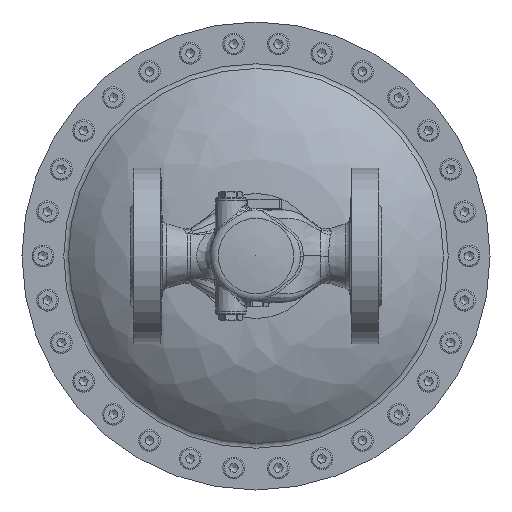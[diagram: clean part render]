
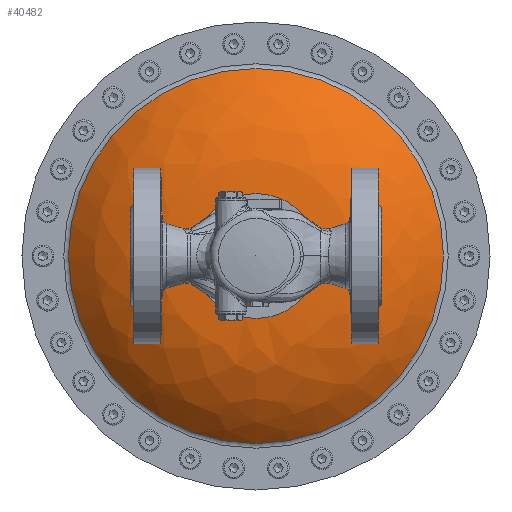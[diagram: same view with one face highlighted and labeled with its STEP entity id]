
A CAD part, front view. The second image highlights one B-rep face of the part: STEP entity #40482.
In plain terms, the highlighted free-form (B-spline) face has degree [2, 2] with [3, 9] control points.
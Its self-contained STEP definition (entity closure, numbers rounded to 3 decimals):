
#1837=(
BOUNDED_SURFACE()
B_SPLINE_SURFACE(2,2,((#84546,#84547,#84548,#84549,#84550,#84551,#84552,
#84553,#84554),(#84555,#84556,#84557,#84558,#84559,#84560,#84561,#84562,
#84563),(#84564,#84565,#84566,#84567,#84568,#84569,#84570,#84571,#84572)),
 .UNSPECIFIED.,.F.,.T.,.F.)
B_SPLINE_SURFACE_WITH_KNOTS((3,3),(3,2,2,2,3),(0.778,1.571),
(-3.142,-1.571,0.,1.571,3.142),
 .UNSPECIFIED.)
GEOMETRIC_REPRESENTATION_ITEM()
RATIONAL_B_SPLINE_SURFACE(((1.,0.707,1.,0.707,1.,
0.707,1.,0.707,1.),(0.922,0.652,
0.922,0.652,0.922,0.652,
0.922,0.652,0.922),(1.,0.707,
1.,0.707,1.,0.707,1.,0.707,1.)))
REPRESENTATION_ITEM('')
SURFACE()
);
#4642=FACE_OUTER_BOUND('',#7172,.T.);
#7172=EDGE_LOOP('',(#34548,#34549,#34550,#34551));
#7998=CIRCLE('',#41368,112.151);
#9395=CIRCLE('',#44363,37.355);
#9396=CIRCLE('',#44364,105.);
#15207=VERTEX_POINT('',#56941);
#18154=VERTEX_POINT('',#84573);
#19281=EDGE_CURVE('',#15207,#15207,#7998,.T.);
#23791=EDGE_CURVE('',#18154,#18154,#9395,.T.);
#23792=EDGE_CURVE('',#18154,#15207,#9396,.T.);
#34548=ORIENTED_EDGE('',*,*,#23791,.F.);
#34549=ORIENTED_EDGE('',*,*,#23792,.T.);
#34550=ORIENTED_EDGE('',*,*,#19281,.T.);
#34551=ORIENTED_EDGE('',*,*,#23792,.F.);
#40482=ADVANCED_FACE('',(#4642),#1837,.F.);
#41368=AXIS2_PLACEMENT_3D('',#56943,#45909,#45910);
#44363=AXIS2_PLACEMENT_3D('',#84574,#53273,#53274);
#44364=AXIS2_PLACEMENT_3D('',#84575,#53275,#53276);
#45909=DIRECTION('center_axis',(0.,-1.,0.));
#45910=DIRECTION('ref_axis',(-1.,0.,0.));
#53273=DIRECTION('center_axis',(0.,-1.,0.));
#53274=DIRECTION('ref_axis',(-1.,0.,0.));
#53275=DIRECTION('center_axis',(1.,0.,0.));
#53276=DIRECTION('ref_axis',(0.,0.,
-1.));
#56941=CARTESIAN_POINT('',(0.,94.707,-112.151));
#56943=CARTESIAN_POINT('Origin',(0.,94.707,
0.));
#84546=CARTESIAN_POINT('Ctrl Pts',(0.,94.707,
-112.151));
#84547=CARTESIAN_POINT('Ctrl Pts',(112.151,94.707,-112.151));
#84548=CARTESIAN_POINT('Ctrl Pts',(112.151,94.707,0.));
#84549=CARTESIAN_POINT('Ctrl Pts',(112.151,94.707,112.151));
#84550=CARTESIAN_POINT('Ctrl Pts',(0.,94.707,
112.151));
#84551=CARTESIAN_POINT('Ctrl Pts',(-112.151,94.707,112.151));
#84552=CARTESIAN_POINT('Ctrl Pts',(-112.151,94.707,0.));
#84553=CARTESIAN_POINT('Ctrl Pts',(-112.151,94.707,-112.151));
#84554=CARTESIAN_POINT('Ctrl Pts',(0.,94.707,
-112.151));
#84555=CARTESIAN_POINT('Ctrl Pts',(0.,63.4,
-81.305));
#84556=CARTESIAN_POINT('Ctrl Pts',(81.305,63.4,-81.305));
#84557=CARTESIAN_POINT('Ctrl Pts',(81.305,63.4,0.));
#84558=CARTESIAN_POINT('Ctrl Pts',(81.305,63.4,81.305));
#84559=CARTESIAN_POINT('Ctrl Pts',(0.,63.4,
81.305));
#84560=CARTESIAN_POINT('Ctrl Pts',(-81.305,63.4,81.305));
#84561=CARTESIAN_POINT('Ctrl Pts',(-81.305,63.4,0.));
#84562=CARTESIAN_POINT('Ctrl Pts',(-81.305,63.4,-81.305));
#84563=CARTESIAN_POINT('Ctrl Pts',(0.,63.4,
-81.305));
#84564=CARTESIAN_POINT('Ctrl Pts',(0.,63.4,
-37.355));
#84565=CARTESIAN_POINT('Ctrl Pts',(37.355,63.4,-37.355));
#84566=CARTESIAN_POINT('Ctrl Pts',(37.355,63.4,0.));
#84567=CARTESIAN_POINT('Ctrl Pts',(37.355,63.4,37.355));
#84568=CARTESIAN_POINT('Ctrl Pts',(0.,63.4,
37.355));
#84569=CARTESIAN_POINT('Ctrl Pts',(-37.355,63.4,37.355));
#84570=CARTESIAN_POINT('Ctrl Pts',(-37.355,63.4,0.));
#84571=CARTESIAN_POINT('Ctrl Pts',(-37.355,63.4,-37.355));
#84572=CARTESIAN_POINT('Ctrl Pts',(0.,63.4,
-37.355));
#84573=CARTESIAN_POINT('',(0.,63.4,-37.355));
#84574=CARTESIAN_POINT('Origin',(0.,63.4,
0.));
#84575=CARTESIAN_POINT('Origin',(0.,168.4,-37.355));
